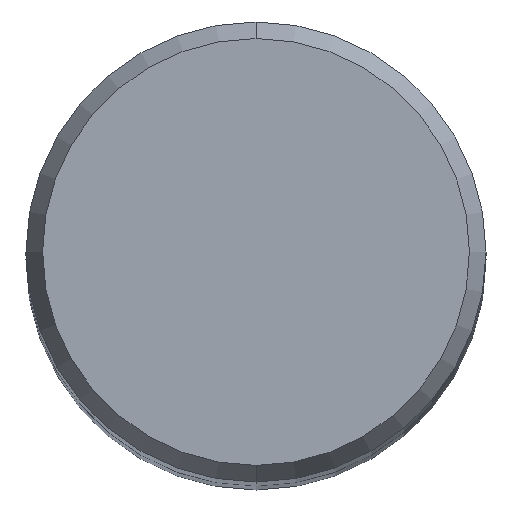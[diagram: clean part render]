
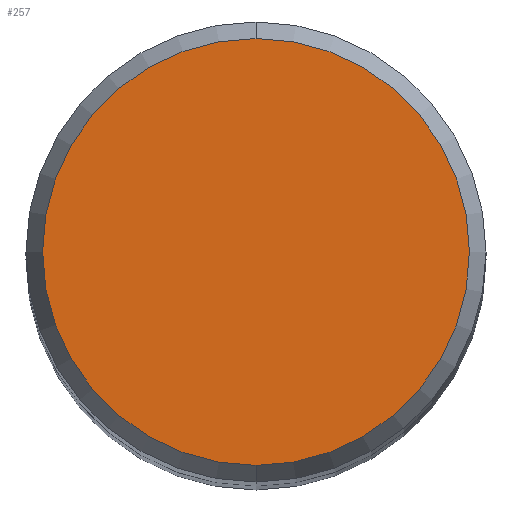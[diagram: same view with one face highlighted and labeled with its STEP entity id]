
A CAD part, top view. The second image highlights one B-rep face of the part: STEP entity #257.
In plain terms, the highlighted planar face has unit normal (0, 0, 1).
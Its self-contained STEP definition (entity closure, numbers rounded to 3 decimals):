
#203=EDGE_CURVE('',#205,#223,#462,.T.);
#205=VERTEX_POINT('',#464);
#223=VERTEX_POINT('',#482);
#257=ADVANCED_FACE('',(#520),#521,.T.);
#287=EDGE_CURVE('',#223,#205,#553,.T.);
#462=CIRCLE('',#862,5.892);
#464=CARTESIAN_POINT('',(0.0,5.892,0.0));
#482=CARTESIAN_POINT('',(0.,-5.892,0.0));
#520=FACE_OUTER_BOUND('',#975,.T.);
#521=PLANE('',#976);
#553=CIRCLE('',#1044,5.892);
#862=AXIS2_PLACEMENT_3D('',#1371,#1372,#1373);
#975=EDGE_LOOP('',(#1427,#1428));
#976=AXIS2_PLACEMENT_3D('',#1429,#1430,#1431);
#1044=AXIS2_PLACEMENT_3D('',#1461,#1462,#1463);
#1371=CARTESIAN_POINT('',(0.0,0.0,0.0));
#1372=DIRECTION('',(0.0,0.0,-1.0));
#1373=DIRECTION('',(0.0,1.0,0.0));
#1427=ORIENTED_EDGE('',*,*,#203,.F.);
#1428=ORIENTED_EDGE('',*,*,#287,.F.);
#1429=CARTESIAN_POINT('',(0.0,2.946,0.0));
#1430=DIRECTION('',(-0.0,0.0,1.0));
#1431=DIRECTION('',(0.0,-1.0,0.0));
#1461=CARTESIAN_POINT('',(0.0,0.0,0.0));
#1462=DIRECTION('',(0.0,0.0,-1.0));
#1463=DIRECTION('',(0.0,1.0,0.0));
